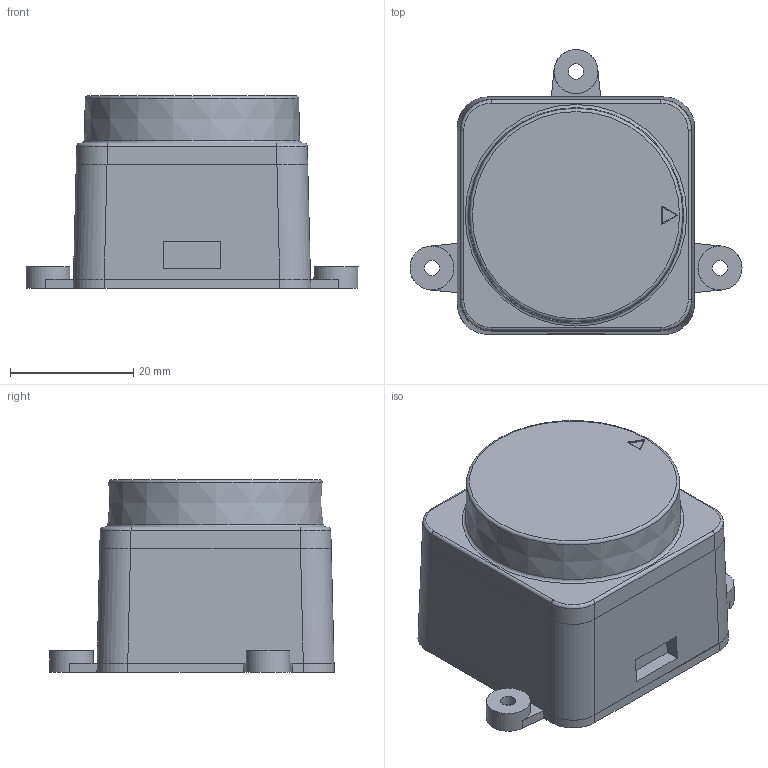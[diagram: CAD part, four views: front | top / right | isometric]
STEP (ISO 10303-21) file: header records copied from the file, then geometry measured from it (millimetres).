
FILE_DESCRIPTION(/* description */ ('STEP AP214'),/* implementation_level */ '2;1');
FILE_NAME(/* name */ '6149e834557e911885ae5063',/* time_stamp */ '2021-09-21T14:12:05+00:00',/* author */ (''),/* organization */ (''),/* preprocessor_version */ 'ST-DEVELOPER v18.1',/* originating_system */ ' ',/* authorisation */ ' ');
FILE_SCHEMA (('AUTOMOTIVE_DESIGN {1 0 10303 214 3 1 1}'));
Length unit declared in the file: metre
Products named in the file (4): LD19; LD19_BASE; LD19_EMITTER; LD19_BODY
Assembly tree (3 placements, depth 2):
  LD19
    LD19_BASE
    LD19_EMITTER
    LD19_BODY
Bounding box: 53.94 x 46.29 x 31.3 mm (x, y, z)
Volume: 41194.1 mm3; surface area: 13344.5 mm2
Topology: 3 solids, 3 shells, 78 faces, 189 edges, 123 vertices
Faces by surface type: plane 43, cylinder 28, bspline 4, torus 2, cone 1
Full cylindrical faces by diameter (mm): 2.5 x3, 4.5 x3, 7.15 x3
Entity records: 2315 total; most frequent: CARTESIAN_POINT 424, DIRECTION 390, ORIENTED_EDGE 340, EDGE_CURVE 170, AXIS2_PLACEMENT_3D 142, VERTEX_POINT 116, LINE 106, VECTOR 106
